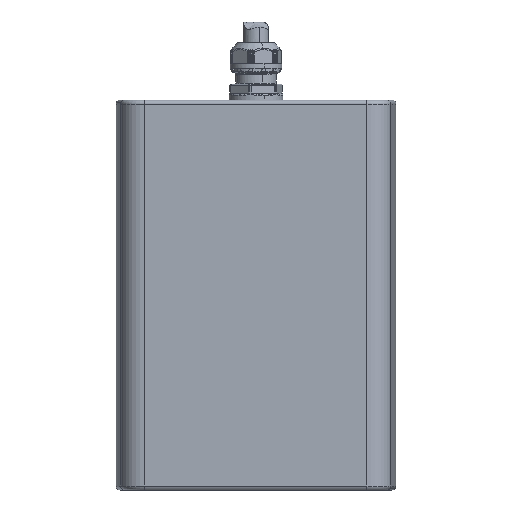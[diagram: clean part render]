
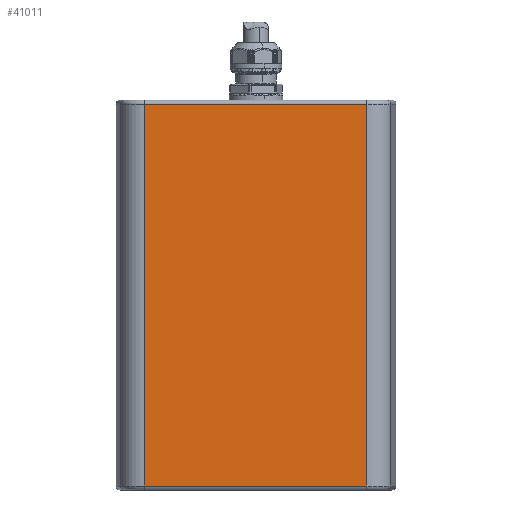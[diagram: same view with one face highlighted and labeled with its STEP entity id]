
A CAD part, front view. The second image highlights one B-rep face of the part: STEP entity #41011.
In plain terms, the highlighted planar face has unit normal (0, -1, 0).
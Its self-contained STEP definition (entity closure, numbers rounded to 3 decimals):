
#228 = DIRECTION ( 'NONE',  ( 0., 0., 1. ) ) ;
#607 = ORIENTED_EDGE ( 'NONE', *, *, #4185, .T. ) ;
#672 = CARTESIAN_POINT ( 'NONE',  ( 58.626, -83.717, 95.5 ) ) ;
#1682 = ORIENTED_EDGE ( 'NONE', *, *, #11444, .T. ) ;
#2940 = VECTOR ( 'NONE', #36005, 1000. ) ;
#4185 = EDGE_CURVE ( 'NONE', #17281, #28074, #20893, .T. ) ;
#6368 = CARTESIAN_POINT ( 'NONE',  ( 58.626, -83.717, -97.5 ) ) ;
#7517 = LINE ( 'NONE', #20848, #37056 ) ;
#7524 = EDGE_CURVE ( 'NONE', #12084, #28074, #36476, .T. ) ;
#11444 = EDGE_CURVE ( 'NONE', #13147, #17281, #39714, .T. ) ;
#11887 = VECTOR ( 'NONE', #36055, 1000. ) ;
#12084 = VERTEX_POINT ( 'NONE', #30591 ) ;
#12906 = ORIENTED_EDGE ( 'NONE', *, *, #17094, .F. ) ;
#12991 = CARTESIAN_POINT ( 'NONE',  ( -52.65, -83.717, 95.5 ) ) ;
#13147 = VERTEX_POINT ( 'NONE', #17015 ) ;
#16632 = VECTOR ( 'NONE', #35871, 1000. ) ;
#17015 = CARTESIAN_POINT ( 'NONE',  ( 58.626, -83.717, -95.5 ) ) ;
#17094 = EDGE_CURVE ( 'NONE', #13147, #12084, #7517, .T. ) ;
#17281 = VERTEX_POINT ( 'NONE', #672 ) ;
#19456 = PLANE ( 'NONE',  #20104 ) ;
#20104 = AXIS2_PLACEMENT_3D ( 'NONE', #26405, #32924, #228 ) ;
#20848 = CARTESIAN_POINT ( 'NONE',  ( -52.65, -83.717, -95.5 ) ) ;
#20893 = LINE ( 'NONE', #12991, #16632 ) ;
#23778 = FACE_OUTER_BOUND ( 'NONE', #41688, .T. ) ;
#26405 = CARTESIAN_POINT ( 'NONE',  ( -52.65, -83.717, 97.5 ) ) ;
#28074 = VERTEX_POINT ( 'NONE', #34211 ) ;
#28883 = ORIENTED_EDGE ( 'NONE', *, *, #7524, .F. ) ;
#30591 = CARTESIAN_POINT ( 'NONE',  ( -52.65, -83.717, -95.5 ) ) ;
#32924 = DIRECTION ( 'NONE',  ( 0., 1., 0. ) ) ;
#34211 = CARTESIAN_POINT ( 'NONE',  ( -52.65, -83.717, 95.5 ) ) ;
#35871 = DIRECTION ( 'NONE',  ( -1., 0., 0. ) ) ;
#36005 = DIRECTION ( 'NONE',  ( 0., 0., 1. ) ) ;
#36055 = DIRECTION ( 'NONE',  ( 0., 0., 1. ) ) ;
#36268 = CARTESIAN_POINT ( 'NONE',  ( -52.65, -83.717, -97.5 ) ) ;
#36476 = LINE ( 'NONE', #36268, #11887 ) ;
#37056 = VECTOR ( 'NONE', #37599, 1000. ) ;
#37599 = DIRECTION ( 'NONE',  ( -1., 0., 0. ) ) ;
#39714 = LINE ( 'NONE', #6368, #2940 ) ;
#41011 = ADVANCED_FACE ( 'NONE', ( #23778 ), #19456, .F. ) ;
#41688 = EDGE_LOOP ( 'NONE', ( #607, #28883, #12906, #1682 ) ) ;
